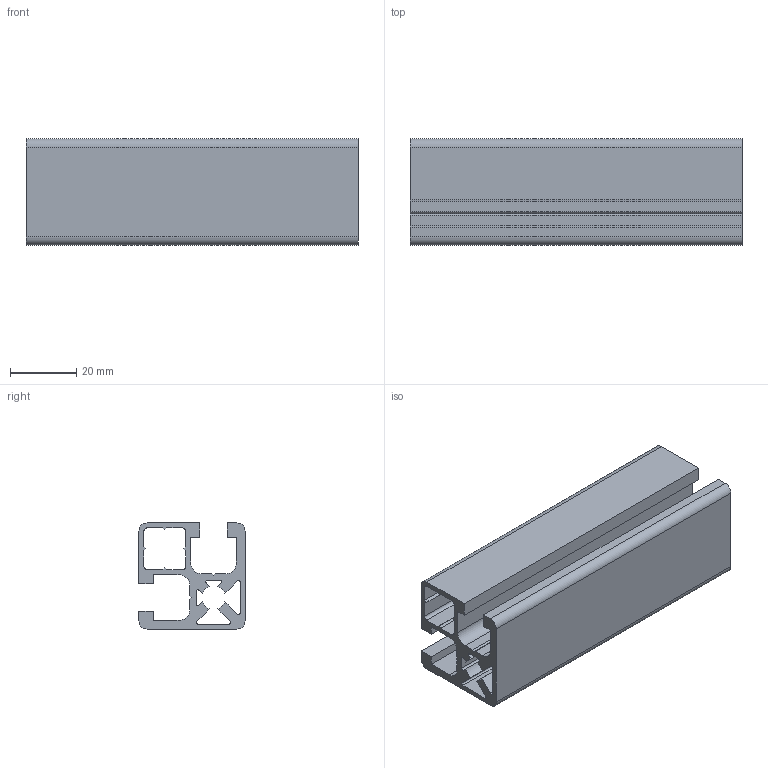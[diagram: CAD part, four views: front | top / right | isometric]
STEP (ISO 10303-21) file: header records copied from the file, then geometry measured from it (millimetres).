
FILE_DESCRIPTION (( 'STEP AP214' ), '1' );
FILE_NAME ('084.101.046.STEP', '2020-07-23T07:29:43', ( '' ), ( '' ), 'SwSTEP 2.0', 'SolidWorks 2018', '' );
FILE_SCHEMA (( 'AUTOMOTIVE_DESIGN' ));
Length unit declared in the file: millimetre
Products named in the file (1): 084.101.046
Bounding box: 100 x 32 x 32 mm (x, y, z)
Volume: 37634.8 mm3; surface area: 33479.8 mm2
Topology: 1 solids, 1 shells, 82 faces, 240 edges, 160 vertices
Faces by surface type: plane 56, cylinder 26
Entity records: 2758 total; most frequent: CARTESIAN_POINT 483, ORIENTED_EDGE 480, DIRECTION 458, EDGE_CURVE 240, LINE 188, VECTOR 188, VERTEX_POINT 160, AXIS2_PLACEMENT_3D 135
